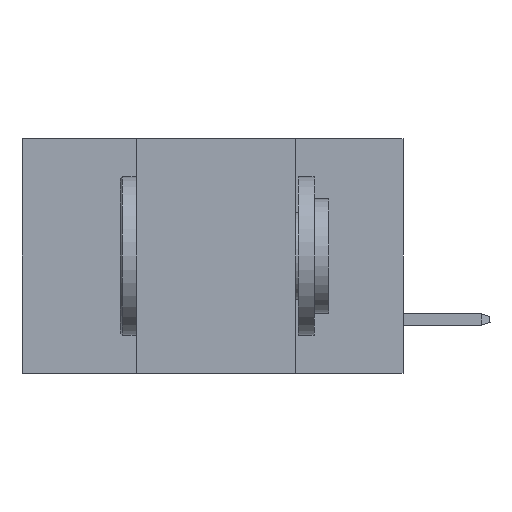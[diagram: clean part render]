
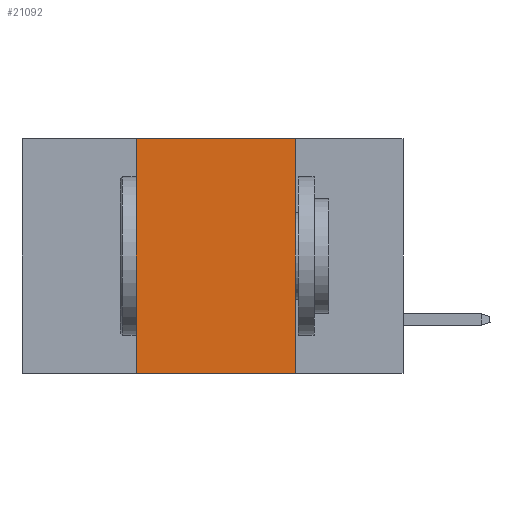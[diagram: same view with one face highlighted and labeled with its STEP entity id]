
A CAD part, left-side view. The second image highlights one B-rep face of the part: STEP entity #21092.
In plain terms, the highlighted planar face has unit normal (-1, 0, 0).
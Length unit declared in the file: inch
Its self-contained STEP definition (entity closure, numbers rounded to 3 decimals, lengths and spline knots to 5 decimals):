
#2437 = EDGE_CURVE ( 'NONE', #3917, #38301, #32376, .T. ) ;
#2556 = DIRECTION ( 'NONE',  ( 0., 0., -1. ) ) ;
#3096 = DIRECTION ( 'NONE',  ( 0., 0., 1. ) ) ;
#3706 = ORIENTED_EDGE ( 'NONE', *, *, #2437, .F. ) ;
#3917 = VERTEX_POINT ( 'NONE', #19039 ) ;
#6427 = CARTESIAN_POINT ( 'NONE',  ( 0., 0.17, 0. ) ) ;
#7877 = VECTOR ( 'NONE', #2556, 39.37008 ) ;
#8469 = CARTESIAN_POINT ( 'NONE',  ( 0., 0.42, 0. ) ) ;
#10769 = VERTEX_POINT ( 'NONE', #17033 ) ;
#10855 = LINE ( 'NONE', #36780, #40891 ) ;
#11681 = AXIS2_PLACEMENT_3D ( 'NONE', #26970, #16068, #37868 ) ;
#12278 = ORIENTED_EDGE ( 'NONE', *, *, #17807, .F. ) ;
#16068 = DIRECTION ( 'NONE',  ( 1., 0., 0. ) ) ;
#17033 = CARTESIAN_POINT ( 'NONE',  ( 0., 0.42, -0.37 ) ) ;
#17807 = EDGE_CURVE ( 'NONE', #35508, #3917, #34076, .T. ) ;
#19039 = CARTESIAN_POINT ( 'NONE',  ( 0., 0.17, 0. ) ) ;
#20820 = DIRECTION ( 'NONE',  ( 0., -1., 0. ) ) ;
#21092 = ADVANCED_FACE ( 'NONE', ( #22867 ), #23826, .F. ) ;
#22867 = FACE_OUTER_BOUND ( 'NONE', #26590, .T. ) ;
#22901 = ORIENTED_EDGE ( 'NONE', *, *, #40798, .T. ) ;
#23826 = PLANE ( 'NONE',  #11681 ) ;
#23837 = VECTOR ( 'NONE', #37945, 39.37008 ) ;
#24466 = CARTESIAN_POINT ( 'NONE',  ( 0., 0.6, -0.37 ) ) ;
#25079 = ORIENTED_EDGE ( 'NONE', *, *, #42275, .F. ) ;
#26096 = VECTOR ( 'NONE', #20820, 39.37008 ) ;
#26590 = EDGE_LOOP ( 'NONE', ( #3706, #12278, #25079, #22901 ) ) ;
#26970 = CARTESIAN_POINT ( 'NONE',  ( 0., 0.6, 0. ) ) ;
#28960 = CARTESIAN_POINT ( 'NONE',  ( 0., 0.17, -0.37 ) ) ;
#30207 = CARTESIAN_POINT ( 'NONE',  ( 0., 0.6, 0. ) ) ;
#32376 = LINE ( 'NONE', #6427, #7877 ) ;
#34076 = LINE ( 'NONE', #30207, #23837 ) ;
#35508 = VERTEX_POINT ( 'NONE', #8469 ) ;
#36780 = CARTESIAN_POINT ( 'NONE',  ( 0., 0.42, 0. ) ) ;
#37868 = DIRECTION ( 'NONE',  ( 0., 0., -1. ) ) ;
#37945 = DIRECTION ( 'NONE',  ( 0., -1., 0. ) ) ;
#38301 = VERTEX_POINT ( 'NONE', #28960 ) ;
#39238 = LINE ( 'NONE', #24466, #26096 ) ;
#40798 = EDGE_CURVE ( 'NONE', #10769, #38301, #39238, .T. ) ;
#40891 = VECTOR ( 'NONE', #3096, 39.37008 ) ;
#42275 = EDGE_CURVE ( 'NONE', #10769, #35508, #10855, .T. ) ;
